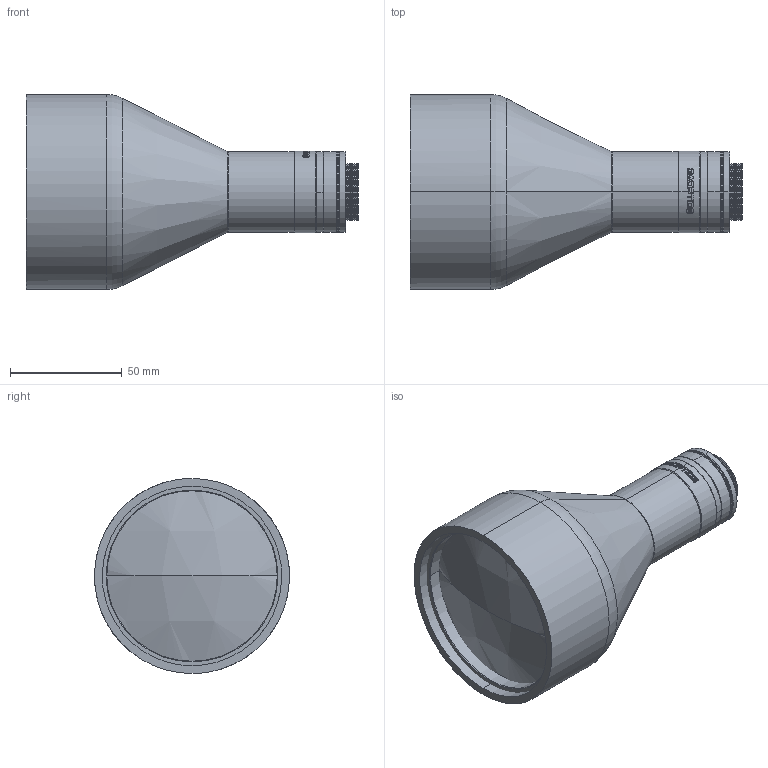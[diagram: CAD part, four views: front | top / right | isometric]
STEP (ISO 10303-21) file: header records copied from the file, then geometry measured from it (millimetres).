
FILE_DESCRIPTION (( 'STEP AP203' ), '1' );
FILE_NAME ('610000.STEP', '2021-08-09T01:26:42', ( '' ), ( '' ), 'SwSTEP 2.0', 'SolidWorks 2020', '' );
FILE_SCHEMA (( 'CONFIG_CONTROL_DESIGN' ));
Length unit declared in the file: millimetre
Products named in the file (1): 610000
Bounding box: 148.78 x 87.29 x 87.4 mm (x, y, z)
Surface area: 84467.8 mm2 (no closed solid volume)
Topology: 0 solids, 7 shells, 453 faces, 1197 edges, 788 vertices
Faces by surface type: bspline 158, cylinder 113, plane 100, cone 74, torus 4, sphere 4
Entity records: 17932 total; most frequent: CARTESIAN_POINT 7523, ORIENTED_EDGE 2374, DIRECTION 1767, EDGE_CURVE 1197, VERTEX_POINT 788, AXIS2_PLACEMENT_3D 660, EDGE_LOOP 497, FACE_OUTER_BOUND 453
